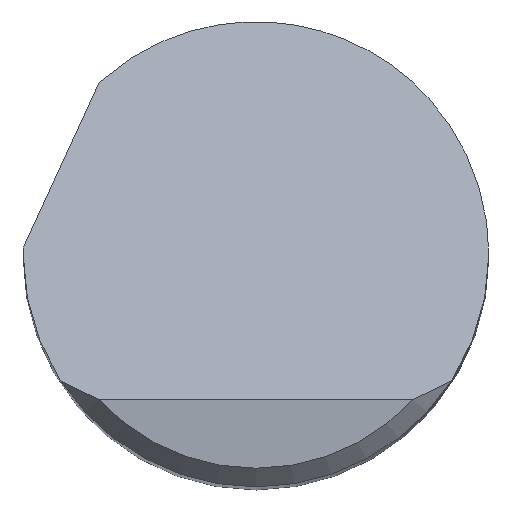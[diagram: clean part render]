
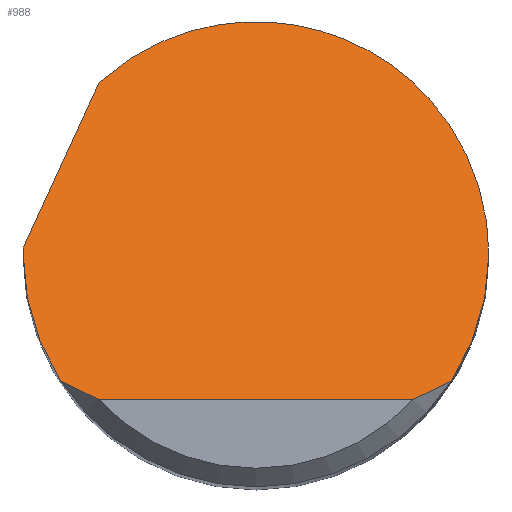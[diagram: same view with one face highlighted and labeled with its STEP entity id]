
A CAD part, top view. The second image highlights one B-rep face of the part: STEP entity #988.
In plain terms, the highlighted planar face has unit normal (0, 0.707, 0.707).
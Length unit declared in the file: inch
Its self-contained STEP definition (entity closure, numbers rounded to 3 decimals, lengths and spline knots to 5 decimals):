
#34 = VERTEX_POINT ( 'NONE', #1618 ) ;
#51 = EDGE_CURVE ( 'NONE', #34, #281, #325, .T. ) ;
#57 = CARTESIAN_POINT ( 'NONE',  ( -0.17704, -0.0718, 2.4543 ) ) ;
#63 = CARTESIAN_POINT ( 'NONE',  ( 0.14711, -0.10785, 2.49035 ) ) ;
#69 = FACE_OUTER_BOUND ( 'NONE', #477, .T. ) ;
#90 = CARTESIAN_POINT ( 'NONE',  ( -0.1875, 0., 2.3825 ) ) ;
#101 = CARTESIAN_POINT ( 'NONE',  ( -0.1875, 0., 2.3825 ) ) ;
#134 =( BOUNDED_CURVE ( )  B_SPLINE_CURVE ( 3, ( #1184, #870, #1400, #1393 ),
 .UNSPECIFIED., .F., .T. ) 
 B_SPLINE_CURVE_WITH_KNOTS ( ( 4, 4 ),
 ( 1.5708, 2.14917 ),
 .UNSPECIFIED. ) 
 CURVE ( )  GEOMETRIC_REPRESENTATION_ITEM ( )  RATIONAL_B_SPLINE_CURVE ( ( 1., 0.972, 0.972, 1. ) ) 
 REPRESENTATION_ITEM ( '' )  );
#177 = CARTESIAN_POINT ( 'NONE',  ( -0.12629, -0.1175, 2.5 ) ) ;
#181 = VERTEX_POINT ( 'NONE', #1649 ) ;
#196 = CARTESIAN_POINT ( 'NONE',  ( -0.18748, 0.00333, 2.37917 ) ) ;
#241 =( BOUNDED_CURVE ( )  B_SPLINE_CURVE ( 3, ( #441, #1588, #696, #950 ),
 .UNSPECIFIED., .F., .T. ) 
 B_SPLINE_CURVE_WITH_KNOTS ( ( 4, 4 ),
 ( 5.54449, 7.85398 ),
 .UNSPECIFIED. ) 
 CURVE ( )  GEOMETRIC_REPRESENTATION_ITEM ( )  RATIONAL_B_SPLINE_CURVE ( ( 1., 0.603, 0.603, 1. ) ) 
 REPRESENTATION_ITEM ( '' )  );
#281 = VERTEX_POINT ( 'NONE', #1398 ) ;
#294 = CARTESIAN_POINT ( 'NONE',  ( -0.157, -0.1025, 2.485 ) ) ;
#319 = DIRECTION ( 'NONE',  ( 0., -0.707, -0.707 ) ) ;
#321 = CARTESIAN_POINT ( 'NONE',  ( 0.12629, -0.1175, 2.5 ) ) ;
#325 = LINE ( 'NONE', #453, #1630 ) ;
#395 = CARTESIAN_POINT ( 'NONE',  ( -0.18743, 0.005, 2.3775 ) ) ;
#398 = ORIENTED_EDGE ( 'NONE', *, *, #1644, .F. ) ;
#413 = CARTESIAN_POINT ( 'NONE',  ( -0.1369, -0.11288, 2.49538 ) ) ;
#441 = CARTESIAN_POINT ( 'NONE',  ( -0.12625, 0.13863, 2.24387 ) ) ;
#445 = AXIS2_PLACEMENT_3D ( 'NONE', #1207, #319, #823 ) ;
#453 = CARTESIAN_POINT ( 'NONE',  ( 0., -0.1175, 2.5 ) ) ;
#468 = CARTESIAN_POINT ( 'NONE',  ( -0.18743, 0.005, 2.3775 ) ) ;
#477 = EDGE_LOOP ( 'NONE', ( #1474, #1566, #1311, #789, #787, #398, #710, #1447 ) ) ;
#490 = CARTESIAN_POINT ( 'NONE',  ( 0.157, -0.1025, 2.485 ) ) ;
#513 = DIRECTION ( 'NONE',  ( 0.308, 0.673, -0.673 ) ) ;
#526 = VERTEX_POINT ( 'NONE', #490 ) ;
#587 =( BOUNDED_CURVE ( )  B_SPLINE_CURVE ( 3, ( #680, #57, #1489, #90 ),
 .UNSPECIFIED., .F., .T. ) 
 B_SPLINE_CURVE_WITH_KNOTS ( ( 4, 4 ),
 ( 4.13401, 4.71239 ),
 .UNSPECIFIED. ) 
 CURVE ( )  GEOMETRIC_REPRESENTATION_ITEM ( )  RATIONAL_B_SPLINE_CURVE ( ( 1., 0.972, 0.972, 1. ) ) 
 REPRESENTATION_ITEM ( '' )  );
#592 = CARTESIAN_POINT ( 'NONE',  ( -0.1875, 0., 2.3825 ) ) ;
#630 = VECTOR ( 'NONE', #513, 39.37008 ) ;
#639 = EDGE_CURVE ( 'NONE', #676, #1236, #664, .T. ) ;
#664 = LINE ( 'NONE', #1654, #630 ) ;
#676 = VERTEX_POINT ( 'NONE', #395 ) ;
#680 = CARTESIAN_POINT ( 'NONE',  ( -0.157, -0.1025, 2.485 ) ) ;
#696 = CARTESIAN_POINT ( 'NONE',  ( 0.1875, 0.18969, 2.19281 ) ) ;
#705 = CARTESIAN_POINT ( 'NONE',  ( 0.1369, -0.11288, 2.49538 ) ) ;
#710 = ORIENTED_EDGE ( 'NONE', *, *, #1484, .F. ) ;
#787 = ORIENTED_EDGE ( 'NONE', *, *, #639, .F. ) ;
#789 = ORIENTED_EDGE ( 'NONE', *, *, #1426, .F. ) ;
#791 = PLANE ( 'NONE',  #445 ) ;
#823 = DIRECTION ( 'NONE',  ( 0., 0.707, -0.707 ) ) ;
#870 = CARTESIAN_POINT ( 'NONE',  ( 0.1875, -0.03666, 2.41916 ) ) ;
#937 = EDGE_CURVE ( 'NONE', #1499, #34, #1361, .T. ) ;
#950 = CARTESIAN_POINT ( 'NONE',  ( 0.1875, 0., 2.3825 ) ) ;
#988 = ADVANCED_FACE ( 'NONE', ( #69 ), #791, .F. ) ;
#999 = CARTESIAN_POINT ( 'NONE',  ( -0.12625, 0.13863, 2.24387 ) ) ;
#1098 = CARTESIAN_POINT ( 'NONE',  ( -0.157, -0.1025, 2.485 ) ) ;
#1184 = CARTESIAN_POINT ( 'NONE',  ( 0.1875, 0., 2.3825 ) ) ;
#1191 = EDGE_CURVE ( 'NONE', #181, #526, #134, .T. ) ;
#1200 = CARTESIAN_POINT ( 'NONE',  ( 0.157, -0.1025, 2.485 ) ) ;
#1207 = CARTESIAN_POINT ( 'NONE',  ( -0.1875, -0.1175, 2.5 ) ) ;
#1236 = VERTEX_POINT ( 'NONE', #999 ) ;
#1311 = ORIENTED_EDGE ( 'NONE', *, *, #1191, .F. ) ;
#1361 = B_SPLINE_CURVE_WITH_KNOTS ( 'NONE', 3,
 ( #294, #1449, #413, #177 ),
 .UNSPECIFIED., .F., .F.,
 ( 4, 4 ),
 ( 0., 0.00095 ),
 .UNSPECIFIED. ) ;
#1393 = CARTESIAN_POINT ( 'NONE',  ( 0.157, -0.1025, 2.485 ) ) ;
#1398 = CARTESIAN_POINT ( 'NONE',  ( 0.12629, -0.1175, 2.5 ) ) ;
#1400 = CARTESIAN_POINT ( 'NONE',  ( 0.17704, -0.0718, 2.4543 ) ) ;
#1406 = EDGE_CURVE ( 'NONE', #281, #526, #1606, .T. ) ;
#1426 = EDGE_CURVE ( 'NONE', #1236, #181, #241, .T. ) ;
#1447 = ORIENTED_EDGE ( 'NONE', *, *, #937, .T. ) ;
#1449 = CARTESIAN_POINT ( 'NONE',  ( -0.14711, -0.10785, 2.49035 ) ) ;
#1457 =( BOUNDED_CURVE ( )  B_SPLINE_CURVE ( 3, ( #101, #1617, #196, #468 ),
 .UNSPECIFIED., .F., .T. ) 
 B_SPLINE_CURVE_WITH_KNOTS ( ( 4, 4 ),
 ( 4.71239, 4.73906 ),
 .UNSPECIFIED. ) 
 CURVE ( )  GEOMETRIC_REPRESENTATION_ITEM ( )  RATIONAL_B_SPLINE_CURVE ( ( 1., 1., 1., 1. ) ) 
 REPRESENTATION_ITEM ( '' )  );
#1474 = ORIENTED_EDGE ( 'NONE', *, *, #51, .T. ) ;
#1484 = EDGE_CURVE ( 'NONE', #1499, #1508, #587, .T. ) ;
#1489 = CARTESIAN_POINT ( 'NONE',  ( -0.1875, -0.03666, 2.41916 ) ) ;
#1499 = VERTEX_POINT ( 'NONE', #1098 ) ;
#1508 = VERTEX_POINT ( 'NONE', #592 ) ;
#1566 = ORIENTED_EDGE ( 'NONE', *, *, #1406, .T. ) ;
#1588 = CARTESIAN_POINT ( 'NONE',  ( 0.014, 0.26635, 2.11615 ) ) ;
#1606 = B_SPLINE_CURVE_WITH_KNOTS ( 'NONE', 3,
 ( #321, #705, #63, #1200 ),
 .UNSPECIFIED., .F., .F.,
 ( 4, 4 ),
 ( 0., 0.00095 ),
 .UNSPECIFIED. ) ;
#1609 = DIRECTION ( 'NONE',  ( 1., 0., 0. ) ) ;
#1617 = CARTESIAN_POINT ( 'NONE',  ( -0.1875, 0.00167, 2.38083 ) ) ;
#1618 = CARTESIAN_POINT ( 'NONE',  ( -0.12629, -0.1175, 2.5 ) ) ;
#1630 = VECTOR ( 'NONE', #1609, 39.37008 ) ;
#1644 = EDGE_CURVE ( 'NONE', #1508, #676, #1457, .T. ) ;
#1649 = CARTESIAN_POINT ( 'NONE',  ( 0.1875, 0., 2.3825 ) ) ;
#1654 = CARTESIAN_POINT ( 'NONE',  ( -0.23821, -0.10589, 2.48839 ) ) ;
